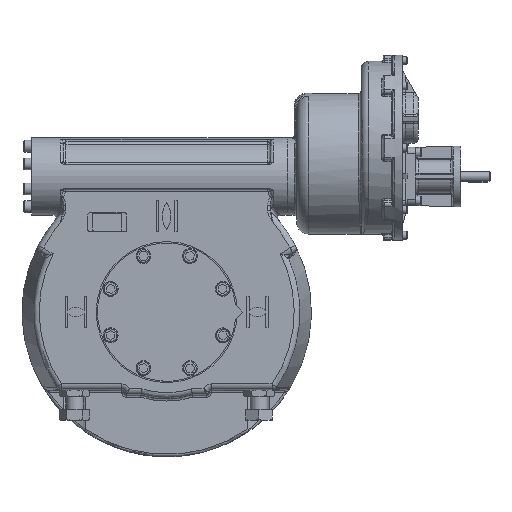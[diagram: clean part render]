
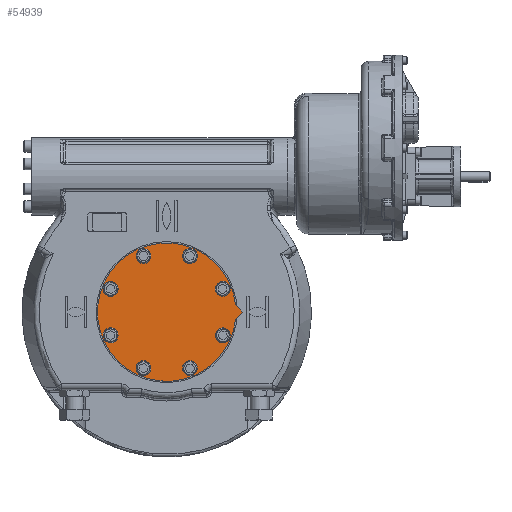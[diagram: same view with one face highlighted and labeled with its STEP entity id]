
A CAD part, top view. The second image highlights one B-rep face of the part: STEP entity #54939.
In plain terms, the highlighted planar face has unit normal (0, 0, 1).
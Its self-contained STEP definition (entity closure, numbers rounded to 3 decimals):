
#4732=LINE('',#93811,#6674);
#4735=LINE('',#93817,#6677);
#6674=VECTOR('',#68244,1000.);
#6677=VECTOR('',#68249,1000.);
#16052=ORIENTED_EDGE('',*,*,#21951,.F.);
#16053=ORIENTED_EDGE('',*,*,#21953,.F.);
#16054=ORIENTED_EDGE('',*,*,#21955,.F.);
#16055=ORIENTED_EDGE('',*,*,#21957,.F.);
#16056=ORIENTED_EDGE('',*,*,#21959,.F.);
#16057=ORIENTED_EDGE('',*,*,#21961,.F.);
#16058=ORIENTED_EDGE('',*,*,#21963,.F.);
#16059=ORIENTED_EDGE('',*,*,#21965,.F.);
#16060=ORIENTED_EDGE('',*,*,#21988,.F.);
#16061=ORIENTED_EDGE('',*,*,#21994,.F.);
#16062=ORIENTED_EDGE('',*,*,#21991,.F.);
#21951=EDGE_CURVE('',#25567,#25567,#27612,.T.);
#21953=EDGE_CURVE('',#25569,#25569,#27614,.T.);
#21955=EDGE_CURVE('',#25571,#25571,#27616,.T.);
#21957=EDGE_CURVE('',#25573,#25573,#27618,.T.);
#21959=EDGE_CURVE('',#25575,#25575,#27620,.T.);
#21961=EDGE_CURVE('',#25577,#25577,#27622,.T.);
#21963=EDGE_CURVE('',#25579,#25579,#27624,.T.);
#21965=EDGE_CURVE('',#25581,#25581,#27626,.T.);
#21988=EDGE_CURVE('',#25604,#25605,#4732,.T.);
#21991=EDGE_CURVE('',#25605,#25607,#4735,.T.);
#21994=EDGE_CURVE('',#25607,#25604,#27645,.T.);
#25567=VERTEX_POINT('',#93706);
#25569=VERTEX_POINT('',#93712);
#25571=VERTEX_POINT('',#93718);
#25573=VERTEX_POINT('',#93724);
#25575=VERTEX_POINT('',#93730);
#25577=VERTEX_POINT('',#93736);
#25579=VERTEX_POINT('',#93742);
#25581=VERTEX_POINT('',#93748);
#25604=VERTEX_POINT('',#93810);
#25605=VERTEX_POINT('',#93812);
#25607=VERTEX_POINT('',#93818);
#27612=CIRCLE('',#58793,15.35);
#27614=CIRCLE('',#58797,15.35);
#27616=CIRCLE('',#58801,15.35);
#27618=CIRCLE('',#58805,15.35);
#27620=CIRCLE('',#58809,15.35);
#27622=CIRCLE('',#58813,15.35);
#27624=CIRCLE('',#58817,15.35);
#27626=CIRCLE('',#58821,15.35);
#27645=CIRCLE('',#58859,142.5);
#30644=EDGE_LOOP('',(#16052));
#30645=EDGE_LOOP('',(#16053));
#30646=EDGE_LOOP('',(#16054));
#30647=EDGE_LOOP('',(#16055));
#30648=EDGE_LOOP('',(#16056));
#30649=EDGE_LOOP('',(#16057));
#30650=EDGE_LOOP('',(#16058));
#30651=EDGE_LOOP('',(#16059));
#30652=EDGE_LOOP('',(#16060,#16061,#16062));
#33959=FACE_BOUND('',#30644,.T.);
#33960=FACE_BOUND('',#30645,.T.);
#33961=FACE_BOUND('',#30646,.T.);
#33962=FACE_BOUND('',#30647,.T.);
#33963=FACE_BOUND('',#30648,.T.);
#33964=FACE_BOUND('',#30649,.T.);
#33965=FACE_BOUND('',#30650,.T.);
#33966=FACE_BOUND('',#30651,.T.);
#33967=FACE_BOUND('',#30652,.T.);
#35589=PLANE('',#58860);
#54939=ADVANCED_FACE('',(#33959,#33960,#33961,#33962,#33963,#33964,#33965,
#33966,#33967),#35589,.F.);
#58793=AXIS2_PLACEMENT_3D('',#93705,#68113,#68114);
#58797=AXIS2_PLACEMENT_3D('',#93711,#68121,#68122);
#58801=AXIS2_PLACEMENT_3D('',#93717,#68129,#68130);
#58805=AXIS2_PLACEMENT_3D('',#93723,#68137,#68138);
#58809=AXIS2_PLACEMENT_3D('',#93729,#68145,#68146);
#58813=AXIS2_PLACEMENT_3D('',#93735,#68153,#68154);
#58817=AXIS2_PLACEMENT_3D('',#93741,#68161,#68162);
#58821=AXIS2_PLACEMENT_3D('',#93747,#68169,#68170);
#58859=AXIS2_PLACEMENT_3D('',#93822,#68255,#68256);
#58860=AXIS2_PLACEMENT_3D('',#93823,#68257,#68258);
#68113=DIRECTION('',(0.,0.,1.));
#68114=DIRECTION('',(0.707,-0.707,0.));
#68121=DIRECTION('',(0.,0.,1.));
#68122=DIRECTION('',(1.,0.,0.));
#68129=DIRECTION('',(0.,0.,1.));
#68130=DIRECTION('',(0.707,0.707,0.));
#68137=DIRECTION('',(0.,0.,1.));
#68138=DIRECTION('',(0.,1.,0.));
#68145=DIRECTION('',(0.,0.,1.));
#68146=DIRECTION('',(-0.707,0.707,0.));
#68153=DIRECTION('',(0.,0.,1.));
#68154=DIRECTION('',(-0.707,-0.707,0.));
#68161=DIRECTION('',(0.,0.,1.));
#68162=DIRECTION('',(0.,-1.,0.));
#68169=DIRECTION('',(0.,0.,1.));
#68170=DIRECTION('',(-1.,0.,0.));
#68244=DIRECTION('',(0.707,-0.707,0.));
#68249=DIRECTION('',(-0.707,-0.707,0.));
#68255=DIRECTION('',(0.,0.,-1.));
#68256=DIRECTION('',(1.,0.,0.));
#68257=DIRECTION('',(0.,0.,-1.));
#68258=DIRECTION('',(1.,0.,0.));
#93705=CARTESIAN_POINT('',(115.485,-47.835,78.));
#93706=CARTESIAN_POINT('',(126.339,-58.69,78.));
#93711=CARTESIAN_POINT('',(115.485,47.835,78.));
#93712=CARTESIAN_POINT('',(130.835,47.835,78.));
#93717=CARTESIAN_POINT('',(47.835,115.485,78.));
#93718=CARTESIAN_POINT('',(58.69,126.339,78.));
#93723=CARTESIAN_POINT('',(-47.835,115.485,78.));
#93724=CARTESIAN_POINT('',(-47.835,130.835,78.));
#93729=CARTESIAN_POINT('',(-115.485,47.835,78.));
#93730=CARTESIAN_POINT('',(-126.339,58.69,78.));
#93735=CARTESIAN_POINT('',(-47.835,-115.485,78.));
#93736=CARTESIAN_POINT('',(-58.69,-126.339,78.));
#93741=CARTESIAN_POINT('',(47.835,-115.485,78.));
#93742=CARTESIAN_POINT('',(47.835,-130.835,78.));
#93747=CARTESIAN_POINT('',(-115.485,-47.835,78.));
#93748=CARTESIAN_POINT('',(-130.835,-47.835,78.));
#93810=CARTESIAN_POINT('',(141.673,15.327,78.));
#93811=CARTESIAN_POINT('',(157.,0.,78.));
#93812=CARTESIAN_POINT('',(157.,0.,78.));
#93817=CARTESIAN_POINT('',(157.,0.,78.));
#93818=CARTESIAN_POINT('',(141.673,-15.327,78.));
#93822=CARTESIAN_POINT('',(0.,0.,78.));
#93823=CARTESIAN_POINT('',(0.,0.,78.));
